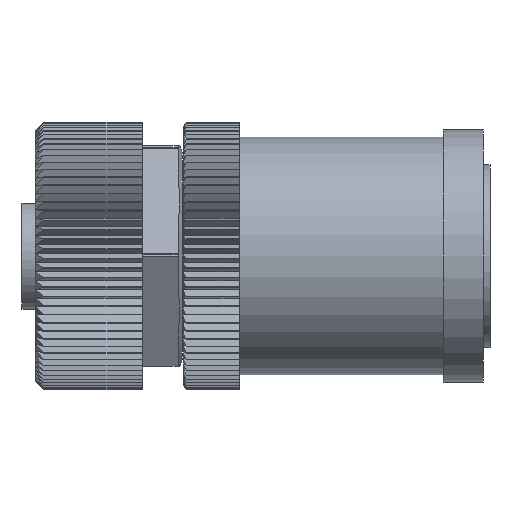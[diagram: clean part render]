
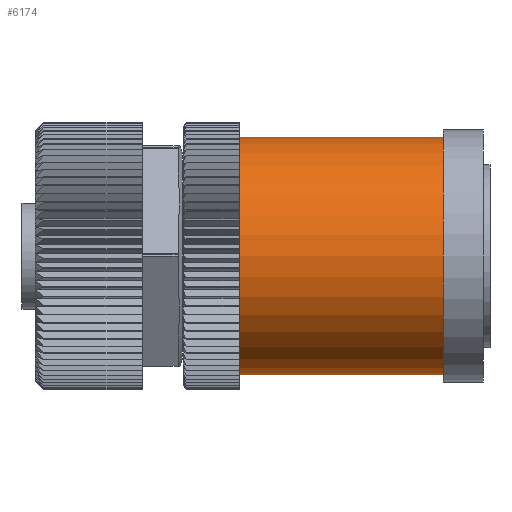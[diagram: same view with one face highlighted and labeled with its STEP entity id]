
A CAD part, left-side view. The second image highlights one B-rep face of the part: STEP entity #6174.
In plain terms, the highlighted cylindrical face has radius 8.89 mm (diameter 17.78 mm), a partial arc.
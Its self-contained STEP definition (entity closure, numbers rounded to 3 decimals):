
#80 = CARTESIAN_POINT ( 'NONE',  ( 0., -31.5, 8.89 ) ) ;
#303 = LINE ( 'NONE', #24449, #27427 ) ;
#589 = DIRECTION ( 'NONE',  ( 0., 1., 0. ) ) ;
#3211 = VERTEX_POINT ( 'NONE', #27228 ) ;
#4513 = DIRECTION ( 'NONE',  ( 0., 1., 0. ) ) ;
#5432 = FACE_OUTER_BOUND ( 'NONE', #28935, .T. ) ;
#5919 = AXIS2_PLACEMENT_3D ( 'NONE', #16334, #589, #18982 ) ;
#6061 = VERTEX_POINT ( 'NONE', #31617 ) ;
#6174 = ADVANCED_FACE ( 'NONE', ( #5432 ), #25591, .T. ) ;
#6239 = DIRECTION ( 'NONE',  ( 0., 1., 0. ) ) ;
#7027 = CARTESIAN_POINT ( 'NONE',  ( 0., 6.273, 8.89 ) ) ;
#10905 = EDGE_CURVE ( 'NONE', #6061, #26893, #25121, .T. ) ;
#11158 = DIRECTION ( 'NONE',  ( 0., 0., 1. ) ) ;
#11785 = EDGE_CURVE ( 'NONE', #14441, #26893, #32883, .T. ) ;
#13182 = AXIS2_PLACEMENT_3D ( 'NONE', #24230, #26904, #11158 ) ;
#14236 = CARTESIAN_POINT ( 'NONE',  ( 0., -16.25, 8.89 ) ) ;
#14441 = VERTEX_POINT ( 'NONE', #80 ) ;
#15317 = ORIENTED_EDGE ( 'NONE', *, *, #33138, .T. ) ;
#16334 = CARTESIAN_POINT ( 'NONE',  ( 0., -16.25, 0. ) ) ;
#17847 = AXIS2_PLACEMENT_3D ( 'NONE', #21994, #6239, #24618 ) ;
#18074 = VECTOR ( 'NONE', #4513, 1000. ) ;
#18868 = ORIENTED_EDGE ( 'NONE', *, *, #23779, .F. ) ;
#18982 = DIRECTION ( 'NONE',  ( 0., 0., 1. ) ) ;
#20138 = CIRCLE ( 'NONE', #17847, 8.89 ) ;
#21994 = CARTESIAN_POINT ( 'NONE',  ( 0., -31.5, 0. ) ) ;
#22508 = ORIENTED_EDGE ( 'NONE', *, *, #11785, .T. ) ;
#23779 = EDGE_CURVE ( 'NONE', #3211, #6061, #303, .T. ) ;
#24230 = CARTESIAN_POINT ( 'NONE',  ( 0., 6.273, 0. ) ) ;
#24449 = CARTESIAN_POINT ( 'NONE',  ( 0., 6.273, -8.89 ) ) ;
#24618 = DIRECTION ( 'NONE',  ( 0., 0., 1. ) ) ;
#25121 = CIRCLE ( 'NONE', #5919, 8.89 ) ;
#25591 = CYLINDRICAL_SURFACE ( 'NONE', #13182, 8.89 ) ;
#26893 = VERTEX_POINT ( 'NONE', #14236 ) ;
#26904 = DIRECTION ( 'NONE',  ( 0., 1., 0. ) ) ;
#27127 = DIRECTION ( 'NONE',  ( 0., 1., 0. ) ) ;
#27228 = CARTESIAN_POINT ( 'NONE',  ( 0., -31.5, -8.89 ) ) ;
#27427 = VECTOR ( 'NONE', #27127, 1000. ) ;
#28935 = EDGE_LOOP ( 'NONE', ( #18868, #15317, #22508, #33349 ) ) ;
#31617 = CARTESIAN_POINT ( 'NONE',  ( 0., -16.25, -8.89 ) ) ;
#32883 = LINE ( 'NONE', #7027, #18074 ) ;
#33138 = EDGE_CURVE ( 'NONE', #3211, #14441, #20138, .T. ) ;
#33349 = ORIENTED_EDGE ( 'NONE', *, *, #10905, .F. ) ;
